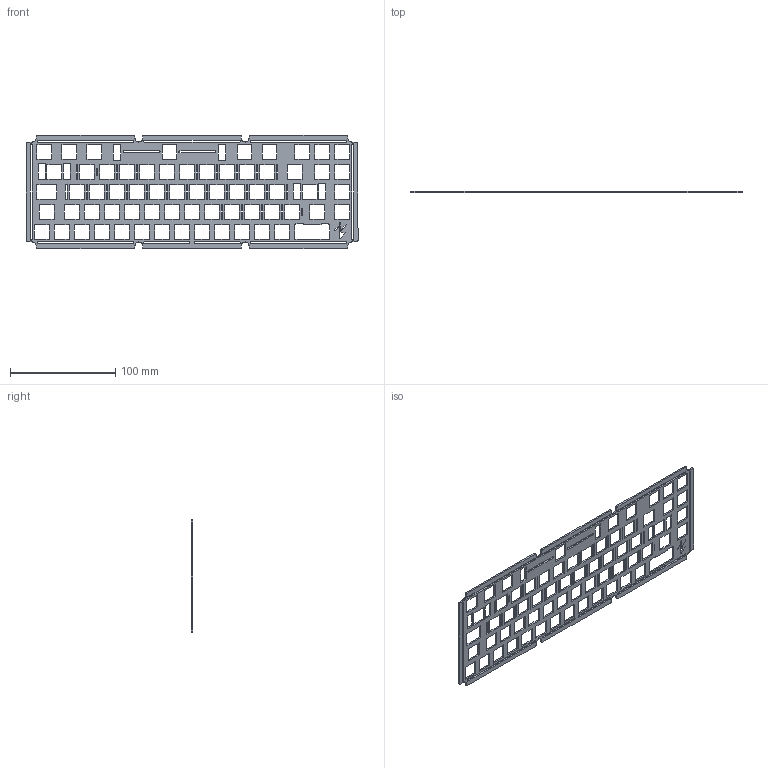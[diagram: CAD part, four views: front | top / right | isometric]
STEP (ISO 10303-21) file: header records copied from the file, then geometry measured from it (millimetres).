
FILE_DESCRIPTION (( 'STEP AP214' ), '1' );
FILE_NAME ('Plate ANSI.STEP', '2022-06-08T22:55:00', ( '' ), ( '' ), 'SwSTEP 2.0', 'SolidWorks 2018', '' );
FILE_SCHEMA (( 'AUTOMOTIVE_DESIGN' ));
Length unit declared in the file: millimetre
Products named in the file (1): Plate ANSI
Bounding box: 315.75 x 1.5 x 107.7 mm (x, y, z)
Volume: 26534.3 mm3; surface area: 46371.7 mm2
Topology: 1 solids, 1 shells, 539 faces, 1611 edges, 1074 vertices
Faces by surface type: plane 471, cylinder 68
Entity records: 18355 total; most frequent: CARTESIAN_POINT 3225, ORIENTED_EDGE 3222, DIRECTION 2827, EDGE_CURVE 1611, LINE 1475, VECTOR 1475, VERTEX_POINT 1074, EDGE_LOOP 759
